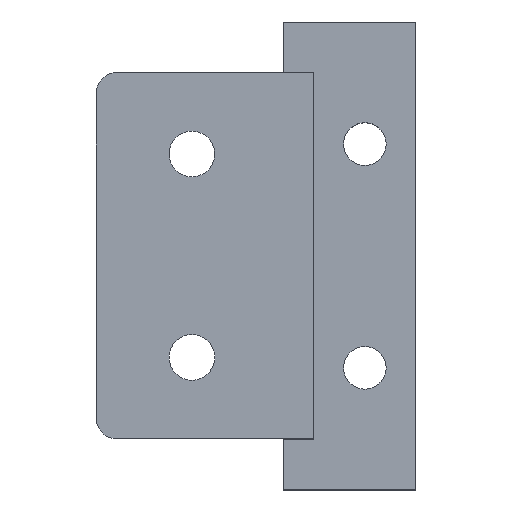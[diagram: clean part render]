
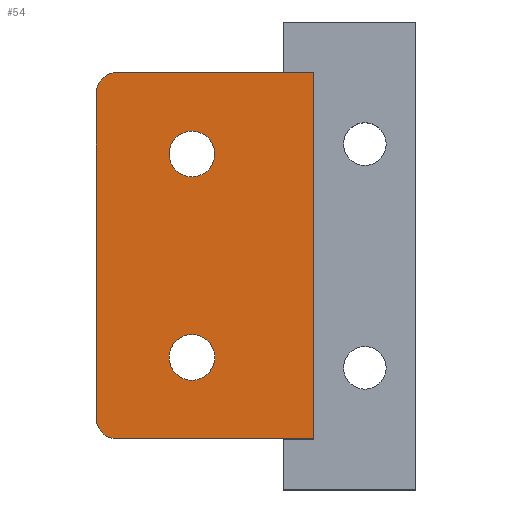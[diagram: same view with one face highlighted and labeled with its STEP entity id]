
A CAD part, top view. The second image highlights one B-rep face of the part: STEP entity #54.
In plain terms, the highlighted planar face has unit normal (0, 0, 1).
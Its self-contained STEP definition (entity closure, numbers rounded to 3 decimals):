
#10 = CIRCLE ( 'NONE', #718, 2.25 ) ;
#14 = ORIENTED_EDGE ( 'NONE', *, *, #138, .F. ) ;
#16 = ORIENTED_EDGE ( 'NONE', *, *, #635, .T. ) ;
#18 = PLANE ( 'NONE',  #659 ) ;
#20 = CIRCLE ( 'NONE', #58, 2. ) ;
#30 = CARTESIAN_POINT ( 'NONE',  ( -0.25, 8., 5. ) ) ;
#36 = EDGE_CURVE ( 'NONE', #634, #86, #217, .T. ) ;
#43 = DIRECTION ( 'NONE',  ( 1., 0., 0. ) ) ;
#49 = VECTOR ( 'NONE', #414, 1000. ) ;
#52 = DIRECTION ( 'NONE',  ( 0., 0., 1. ) ) ;
#54 = ADVANCED_FACE ( 'NONE', ( #655, #63, #662 ), #18, .T. ) ;
#57 = DIRECTION ( 'NONE',  ( 0., 0., 1. ) ) ;
#58 = AXIS2_PLACEMENT_3D ( 'NONE', #461, #699, #59 ) ;
#59 = DIRECTION ( 'NONE',  ( 1., 0., 0. ) ) ;
#60 = CARTESIAN_POINT ( 'NONE',  ( -0.25, 28., 5. ) ) ;
#63 = FACE_BOUND ( 'NONE', #382, .T. ) ;
#75 = ORIENTED_EDGE ( 'NONE', *, *, #663, .T. ) ;
#86 = VERTEX_POINT ( 'NONE', #30 ) ;
#93 = ORIENTED_EDGE ( 'NONE', *, *, #435, .F. ) ;
#98 = LINE ( 'NONE', #471, #590 ) ;
#126 = DIRECTION ( 'NONE',  ( 1., 0., 0. ) ) ;
#129 = VECTOR ( 'NONE', #225, 1000. ) ;
#138 = EDGE_CURVE ( 'NONE', #644, #162, #398, .T. ) ;
#143 = DIRECTION ( 'NONE',  ( 0., 0., 1. ) ) ;
#149 = VERTEX_POINT ( 'NONE', #358 ) ;
#162 = VERTEX_POINT ( 'NONE', #606 ) ;
#174 = ORIENTED_EDGE ( 'NONE', *, *, #36, .F. ) ;
#184 = AXIS2_PLACEMENT_3D ( 'NONE', #561, #509, #684 ) ;
#189 = EDGE_LOOP ( 'NONE', ( #93, #359 ) ) ;
#217 = CIRCLE ( 'NONE', #489, 2.25 ) ;
#225 = DIRECTION ( 'NONE',  ( 1., 0., 0. ) ) ;
#229 = ORIENTED_EDGE ( 'NONE', *, *, #355, .T. ) ;
#231 = DIRECTION ( 'NONE',  ( 0., 0., 1. ) ) ;
#233 = AXIS2_PLACEMENT_3D ( 'NONE', #395, #231, #642 ) ;
#238 = CARTESIAN_POINT ( 'NONE',  ( 14., 36., 5. ) ) ;
#241 = VERTEX_POINT ( 'NONE', #442 ) ;
#283 = CARTESIAN_POINT ( 'NONE',  ( 14., 36., 5. ) ) ;
#295 = DIRECTION ( 'NONE',  ( 0., 0., 1. ) ) ;
#296 = LINE ( 'NONE', #749, #129 ) ;
#300 = AXIS2_PLACEMENT_3D ( 'NONE', #690, #52, #43 ) ;
#314 = DIRECTION ( 'NONE',  ( 0., -1., 0. ) ) ;
#322 = LINE ( 'NONE', #731, #618 ) ;
#346 = VERTEX_POINT ( 'NONE', #607 ) ;
#355 = EDGE_CURVE ( 'NONE', #374, #346, #322, .T. ) ;
#358 = CARTESIAN_POINT ( 'NONE',  ( -5.4, 0., 5. ) ) ;
#359 = ORIENTED_EDGE ( 'NONE', *, *, #407, .F. ) ;
#361 = EDGE_CURVE ( 'NONE', #86, #634, #608, .T. ) ;
#374 = VERTEX_POINT ( 'NONE', #566 ) ;
#382 = EDGE_LOOP ( 'NONE', ( #574, #174 ) ) ;
#392 = EDGE_CURVE ( 'NONE', #346, #149, #711, .T. ) ;
#395 = CARTESIAN_POINT ( 'NONE',  ( 2., 28., 5. ) ) ;
#398 = LINE ( 'NONE', #238, #49 ) ;
#407 = EDGE_CURVE ( 'NONE', #540, #506, #692, .T. ) ;
#414 = DIRECTION ( 'NONE',  ( 0., -1., 0. ) ) ;
#431 = CARTESIAN_POINT ( 'NONE',  ( 7., 3., 5. ) ) ;
#435 = EDGE_CURVE ( 'NONE', #506, #540, #10, .T. ) ;
#442 = CARTESIAN_POINT ( 'NONE',  ( -5.4, 36., 5. ) ) ;
#452 = CARTESIAN_POINT ( 'NONE',  ( 2., 28., 5. ) ) ;
#461 = CARTESIAN_POINT ( 'NONE',  ( -5.4, 34., 5. ) ) ;
#468 = DIRECTION ( 'NONE',  ( 1., 0., 0. ) ) ;
#471 = CARTESIAN_POINT ( 'NONE',  ( 7., 36., 5. ) ) ;
#489 = AXIS2_PLACEMENT_3D ( 'NONE', #724, #143, #665 ) ;
#506 = VERTEX_POINT ( 'NONE', #60 ) ;
#509 = DIRECTION ( 'NONE',  ( 0., 0., 1. ) ) ;
#540 = VERTEX_POINT ( 'NONE', #624 ) ;
#561 = CARTESIAN_POINT ( 'NONE',  ( 2., 8., 5. ) ) ;
#566 = CARTESIAN_POINT ( 'NONE',  ( -7.4, 34., 5. ) ) ;
#574 = ORIENTED_EDGE ( 'NONE', *, *, #361, .F. ) ;
#583 = EDGE_LOOP ( 'NONE', ( #229, #761, #669, #14, #75, #16 ) ) ;
#585 = CARTESIAN_POINT ( 'NONE',  ( 4.25, 8., 5. ) ) ;
#590 = VECTOR ( 'NONE', #753, 1000. ) ;
#606 = CARTESIAN_POINT ( 'NONE',  ( 14., 0., 5. ) ) ;
#607 = CARTESIAN_POINT ( 'NONE',  ( -7.4, 2., 5. ) ) ;
#608 = CIRCLE ( 'NONE', #184, 2.25 ) ;
#618 = VECTOR ( 'NONE', #314, 1000. ) ;
#624 = CARTESIAN_POINT ( 'NONE',  ( 4.25, 28., 5. ) ) ;
#634 = VERTEX_POINT ( 'NONE', #585 ) ;
#635 = EDGE_CURVE ( 'NONE', #241, #374, #20, .T. ) ;
#642 = DIRECTION ( 'NONE',  ( 1., 0., 0. ) ) ;
#644 = VERTEX_POINT ( 'NONE', #283 ) ;
#655 = FACE_OUTER_BOUND ( 'NONE', #583, .T. ) ;
#659 = AXIS2_PLACEMENT_3D ( 'NONE', #431, #295, #126 ) ;
#662 = FACE_BOUND ( 'NONE', #189, .T. ) ;
#663 = EDGE_CURVE ( 'NONE', #644, #241, #98, .T. ) ;
#665 = DIRECTION ( 'NONE',  ( 1., 0., 0. ) ) ;
#666 = EDGE_CURVE ( 'NONE', #149, #162, #296, .T. ) ;
#669 = ORIENTED_EDGE ( 'NONE', *, *, #666, .T. ) ;
#684 = DIRECTION ( 'NONE',  ( 1., 0., 0. ) ) ;
#690 = CARTESIAN_POINT ( 'NONE',  ( -5.4, 2., 5. ) ) ;
#692 = CIRCLE ( 'NONE', #233, 2.25 ) ;
#699 = DIRECTION ( 'NONE',  ( 0., 0., 1. ) ) ;
#711 = CIRCLE ( 'NONE', #300, 2. ) ;
#718 = AXIS2_PLACEMENT_3D ( 'NONE', #452, #57, #468 ) ;
#724 = CARTESIAN_POINT ( 'NONE',  ( 2., 8., 5. ) ) ;
#731 = CARTESIAN_POINT ( 'NONE',  ( -7.4, 36., 5. ) ) ;
#749 = CARTESIAN_POINT ( 'NONE',  ( -7.4, 0., 5. ) ) ;
#753 = DIRECTION ( 'NONE',  ( -1., 0., 0. ) ) ;
#761 = ORIENTED_EDGE ( 'NONE', *, *, #392, .T. ) ;
